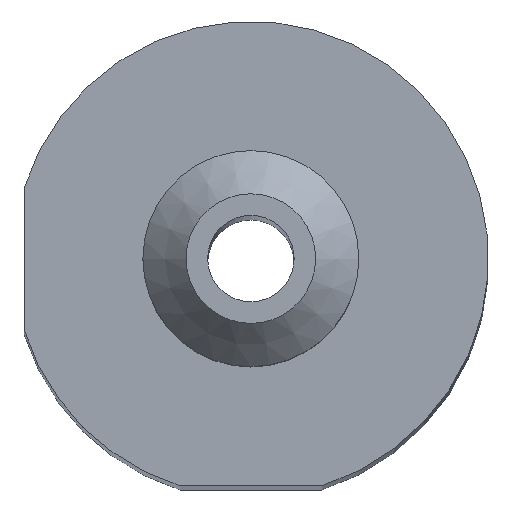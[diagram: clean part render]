
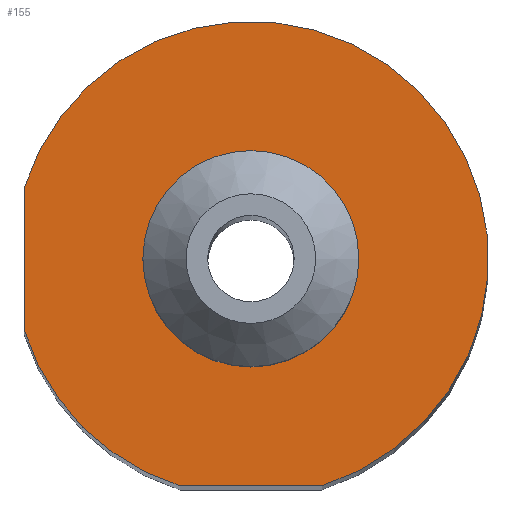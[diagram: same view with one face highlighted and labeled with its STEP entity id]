
A CAD part, top view. The second image highlights one B-rep face of the part: STEP entity #155.
In plain terms, the highlighted planar face has unit normal (0, 0, 1).
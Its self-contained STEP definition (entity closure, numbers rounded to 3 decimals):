
#17=LINE('',#236,#25);
#21=LINE('',#245,#29);
#25=VECTOR('',#188,6.557);
#29=VECTOR('',#194,6.557);
#36=PLANE('',#176);
#42=FACE_BOUND('',#68,.T.);
#52=FACE_OUTER_BOUND('',#67,.T.);
#67=EDGE_LOOP('',(#137,#138,#139,#140));
#68=EDGE_LOOP('',(#141));
#73=CIRCLE('',#167,11.);
#74=CIRCLE('',#169,11.);
#77=CIRCLE('',#174,5.);
#80=VERTEX_POINT('',#232);
#82=VERTEX_POINT('',#235);
#84=VERTEX_POINT('',#241);
#86=VERTEX_POINT('',#244);
#90=VERTEX_POINT('',#262);
#94=EDGE_CURVE('',#82,#80,#17,.T.);
#98=EDGE_CURVE('',#86,#84,#21,.T.);
#103=EDGE_CURVE('',#84,#82,#73,.T.);
#104=EDGE_CURVE('',#80,#86,#74,.T.);
#107=EDGE_CURVE('',#90,#90,#77,.T.);
#137=ORIENTED_EDGE('',*,*,#94,.T.);
#138=ORIENTED_EDGE('',*,*,#104,.T.);
#139=ORIENTED_EDGE('',*,*,#98,.T.);
#140=ORIENTED_EDGE('',*,*,#103,.T.);
#141=ORIENTED_EDGE('',*,*,#107,.T.);
#155=ADVANCED_FACE('',(#52,#42),#36,.T.);
#167=AXIS2_PLACEMENT_3D('',#253,#205,#206);
#169=AXIS2_PLACEMENT_3D('',#255,#209,#210);
#174=AXIS2_PLACEMENT_3D('',#263,#219,#220);
#176=AXIS2_PLACEMENT_3D('',#265,#223,#224);
#188=DIRECTION('',(1.,0.,0.));
#194=DIRECTION('',(0.,-1.,0.));
#205=DIRECTION('center_axis',(0.,0.,1.));
#206=DIRECTION('ref_axis',(-1.,0.,0.));
#209=DIRECTION('center_axis',(0.,0.,1.));
#210=DIRECTION('ref_axis',(-1.,0.,0.));
#219=DIRECTION('center_axis',(0.,0.,-1.));
#220=DIRECTION('ref_axis',(-1.,0.,0.));
#223=DIRECTION('center_axis',(0.,0.,1.));
#224=DIRECTION('ref_axis',(1.,0.,0.));
#232=CARTESIAN_POINT('',(3.279,-10.5,110.));
#235=CARTESIAN_POINT('',(-3.279,-10.5,110.));
#236=CARTESIAN_POINT('',(5.25,-10.5,110.));
#241=CARTESIAN_POINT('',(-10.5,-3.279,110.));
#244=CARTESIAN_POINT('',(-10.5,3.279,110.));
#245=CARTESIAN_POINT('',(-10.5,-5.25,110.));
#253=CARTESIAN_POINT('Origin',(0.,0.,110.));
#255=CARTESIAN_POINT('Origin',(0.,0.,110.));
#262=CARTESIAN_POINT('',(5.,0.,110.));
#263=CARTESIAN_POINT('Origin',(0.,0.,110.));
#265=CARTESIAN_POINT('Origin',(0.,0.,
110.));
